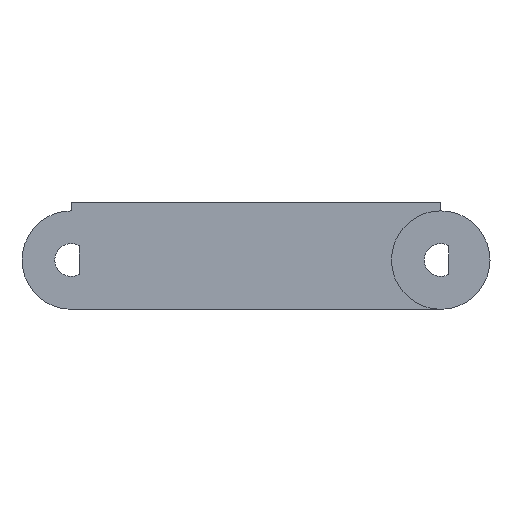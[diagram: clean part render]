
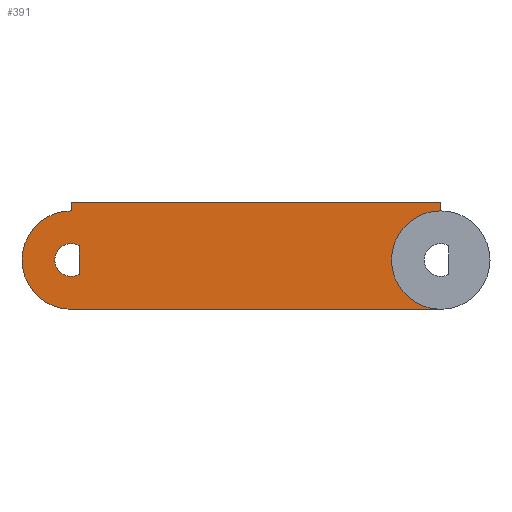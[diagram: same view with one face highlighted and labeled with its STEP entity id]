
A CAD part, left-side view. The second image highlights one B-rep face of the part: STEP entity #391.
In plain terms, the highlighted planar face has unit normal (-1, 0, 0).
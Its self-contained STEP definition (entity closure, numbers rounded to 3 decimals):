
#24=FACE_BOUND('',#84,.T.);
#31=CIRCLE('',#423,6.);
#32=CIRCLE('',#425,2.);
#33=CIRCLE('',#427,6.);
#59=FACE_OUTER_BOUND('',#83,.T.);
#83=EDGE_LOOP('',(#348,#349,#350,#351,#352,#353));
#84=EDGE_LOOP('',(#354,#355));
#101=LINE('',#595,#140);
#105=LINE('',#602,#144);
#107=LINE('',#606,#146);
#121=LINE('',#654,#160);
#122=LINE('',#656,#161);
#140=VECTOR('',#477,10.);
#144=VECTOR('',#483,10.);
#146=VECTOR('',#487,10.);
#160=VECTOR('',#541,10.);
#161=VECTOR('',#544,10.);
#178=VERTEX_POINT('',#593);
#179=VERTEX_POINT('',#594);
#181=VERTEX_POINT('',#601);
#182=VERTEX_POINT('',#605);
#187=VERTEX_POINT('',#621);
#188=VERTEX_POINT('',#625);
#189=VERTEX_POINT('',#627);
#190=VERTEX_POINT('',#631);
#216=EDGE_CURVE('',#178,#179,#101,.T.);
#220=EDGE_CURVE('',#181,#178,#105,.T.);
#222=EDGE_CURVE('',#182,#181,#107,.T.);
#231=EDGE_CURVE('',#182,#187,#31,.T.);
#233=EDGE_CURVE('',#189,#188,#32,.T.);
#235=EDGE_CURVE('',#190,#179,#33,.T.);
#247=EDGE_CURVE('',#190,#187,#121,.T.);
#248=EDGE_CURVE('',#188,#189,#122,.T.);
#348=ORIENTED_EDGE('',*,*,#235,.T.);
#349=ORIENTED_EDGE('',*,*,#216,.F.);
#350=ORIENTED_EDGE('',*,*,#220,.F.);
#351=ORIENTED_EDGE('',*,*,#222,.F.);
#352=ORIENTED_EDGE('',*,*,#231,.T.);
#353=ORIENTED_EDGE('',*,*,#247,.F.);
#354=ORIENTED_EDGE('',*,*,#233,.T.);
#355=ORIENTED_EDGE('',*,*,#248,.T.);
#370=PLANE('',#440);
#391=ADVANCED_FACE('',(#59,#24),#370,.T.);
#423=AXIS2_PLACEMENT_3D('',#623,#505,#506);
#425=AXIS2_PLACEMENT_3D('',#628,#510,#511);
#427=AXIS2_PLACEMENT_3D('',#632,#515,#516);
#440=AXIS2_PLACEMENT_3D('',#660,#550,#551);
#477=DIRECTION('',(0.,0.,-1.));
#483=DIRECTION('',(0.,-1.,0.));
#487=DIRECTION('',(0.,0.,1.));
#505=DIRECTION('center_axis',(-1.,0.,0.));
#506=DIRECTION('ref_axis',(0.,-1.,0.));
#510=DIRECTION('center_axis',(1.,0.,0.));
#511=DIRECTION('ref_axis',(0.,-1.,0.));
#515=DIRECTION('center_axis',(1.,0.,0.));
#516=DIRECTION('ref_axis',(0.,-1.,0.));
#541=DIRECTION('',(0.,1.,0.));
#544=DIRECTION('',(0.,0.,-1.));
#550=DIRECTION('center_axis',(-1.,0.,0.));
#551=DIRECTION('ref_axis',(0.,-1.,0.));
#593=CARTESIAN_POINT('',(-14.992,74.44,6.973));
#594=CARTESIAN_POINT('',(-14.992,74.44,5.973));
#595=CARTESIAN_POINT('',(-14.992,74.44,6.973));
#601=CARTESIAN_POINT('',(-14.992,119.44,6.973));
#602=CARTESIAN_POINT('',(-14.992,119.44,6.973));
#605=CARTESIAN_POINT('',(-14.992,119.44,5.973));
#606=CARTESIAN_POINT('',(-14.992,119.44,5.973));
#621=CARTESIAN_POINT('',(-14.992,119.44,-6.027));
#623=CARTESIAN_POINT('Origin',(-14.992,119.44,-0.027));
#625=CARTESIAN_POINT('',(-14.992,118.44,1.705));
#627=CARTESIAN_POINT('',(-14.992,118.44,-1.759));
#628=CARTESIAN_POINT('Origin',(-14.992,119.44,-0.027));
#631=CARTESIAN_POINT('',(-14.992,74.44,-6.027));
#632=CARTESIAN_POINT('Origin',(-14.992,74.44,-0.027));
#654=CARTESIAN_POINT('',(-14.992,74.44,-6.027));
#656=CARTESIAN_POINT('',(-14.992,118.44,3.742));
#660=CARTESIAN_POINT('Origin',(-14.992,74.44,-0.027));
